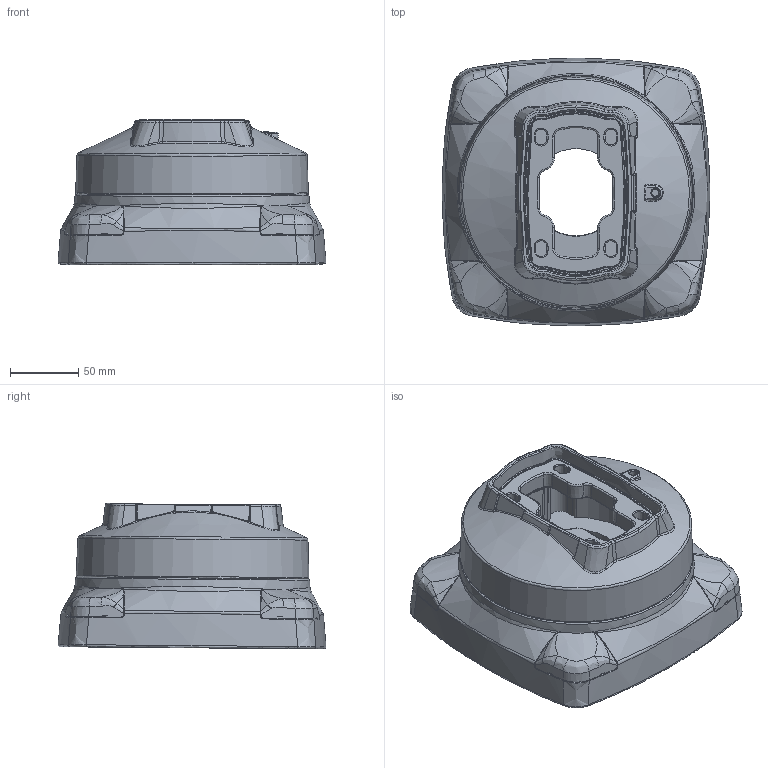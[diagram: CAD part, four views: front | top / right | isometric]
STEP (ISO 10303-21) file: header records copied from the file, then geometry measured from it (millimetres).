
FILE_DESCRIPTION (( 'STEP AP214' ), '1' );
FILE_NAME ('TK120.610.STEP', '2024-08-13T18:55:41', ( '' ), ( '' ), 'SwSTEP 2.0', 'SolidWorks 2023', '' );
FILE_SCHEMA (( 'AUTOMOTIVE_DESIGN' ));
Length unit declared in the file: inch
Products named in the file (1): TK120.610
Bounding box: 195.71 x 195.71 x 106.57 mm (x, y, z)
Volume: 1963315.9 mm3; surface area: 181544.5 mm2
Topology: 1 solids, 15 shells, 1003 faces, 2509 edges, 1495 vertices
Faces by surface type: bspline 667, plane 130, cone 119, cylinder 87
Full cylindrical faces by diameter (mm): 5 x8, 5.2 x1, 16.905 x3, 64.15 x1
Entity records: 82267 total; most frequent: CARTESIAN_POINT 64461, ORIENTED_EDGE 4826, EDGE_CURVE 2413, DIRECTION 1992, B_SPLINE_CURVE_WITH_KNOTS 1477, VERTEX_POINT 1465, EDGE_LOOP 1078, FACE_OUTER_BOUND 1026
